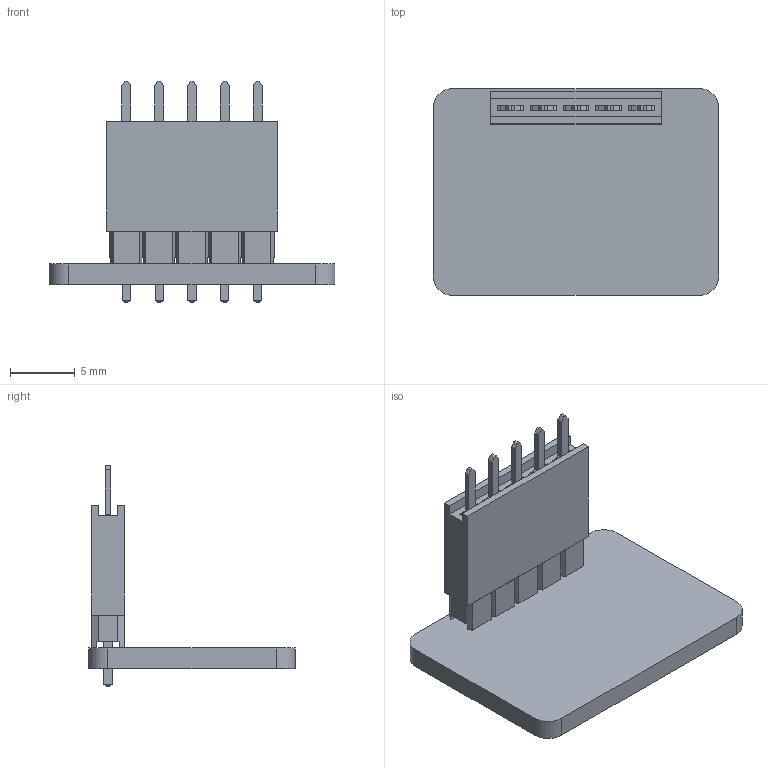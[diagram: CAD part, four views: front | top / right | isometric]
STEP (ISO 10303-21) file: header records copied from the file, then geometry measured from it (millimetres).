
FILE_DESCRIPTION (( 'STEP AP214' ), '1' );
FILE_NAME ('radar_straight.step', '2025-01-03T22:53:53', ( '' ), ( '' ), 'SwSTEP 2.0', 'SolidWorks 2022', '' );
FILE_SCHEMA (( 'AUTOMOTIVE_DESIGN' ));
Length unit declared in the file: millimetre
Products named in the file (5): hlk-ld2410c_radar; 6130xx11821_PIN.step; radar_straight; 61300511821.step; 5-pin_female_header.step
Assembly tree (8 placements, depth 3):
  radar_straight
    hlk-ld2410c_radar
    5-pin_female_header.step
      6130xx11821_PIN.step  x5
      61300511821.step
Bounding box: 22.1 x 16 x 17.14 mm (x, y, z)
Volume: 904.2 mm3; surface area: 1836.2 mm2
Topology: 13 solids, 13 shells, 349 faces, 909 edges, 586 vertices
Faces by surface type: plane 325, cylinder 14, bspline 10
Entity records: 9307 total; most frequent: CARTESIAN_POINT 1338, ORIENTED_EDGE 1266, DIRECTION 1159, EDGE_CURVE 633, VECTOR 617, LINE 617, VERTEX_POINT 402, AXIS2_PLACEMENT_3D 271
